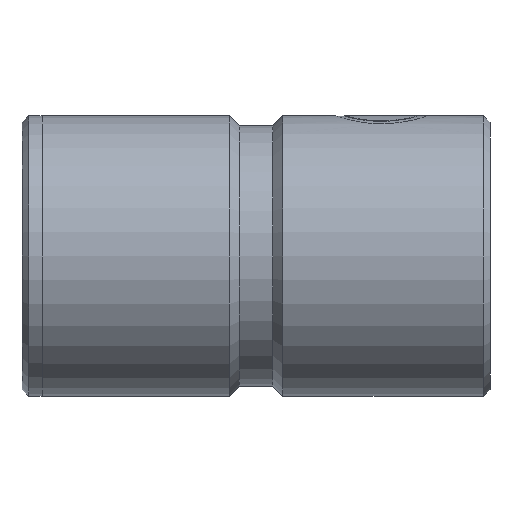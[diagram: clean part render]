
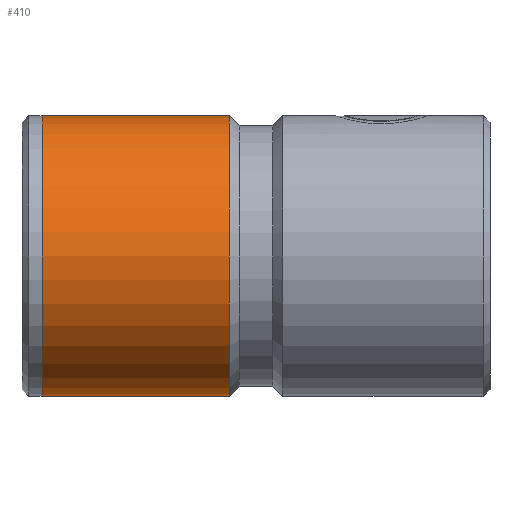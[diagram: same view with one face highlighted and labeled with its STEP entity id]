
A CAD part, left-side view. The second image highlights one B-rep face of the part: STEP entity #410.
In plain terms, the highlighted cylindrical face has radius 21 mm (diameter 42 mm), a partial arc.
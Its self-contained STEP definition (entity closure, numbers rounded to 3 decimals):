
#7 = LINE ( 'NONE', #1577, #1179 ) ;
#32 = EDGE_CURVE ( 'NONE', #558, #804, #632, .T. ) ;
#64 = DIRECTION ( 'NONE',  ( 0., 0., -1. ) ) ;
#105 = AXIS2_PLACEMENT_3D ( 'NONE', #694, #1587, #817 ) ;
#192 = CIRCLE ( 'NONE', #738, 21. ) ;
#211 = ORIENTED_EDGE ( 'NONE', *, *, #1126, .T. ) ;
#213 = EDGE_LOOP ( 'NONE', ( #397, #930, #211, #1062 ) ) ;
#369 = VECTOR ( 'NONE', #702, 1000. ) ;
#379 = CARTESIAN_POINT ( 'NONE',  ( 0., 67., 0. ) ) ;
#397 = ORIENTED_EDGE ( 'NONE', *, *, #615, .F. ) ;
#410 = ADVANCED_FACE ( 'NONE', ( #864 ), #527, .T. ) ;
#511 = DIRECTION ( 'NONE',  ( 0., 0., -1. ) ) ;
#527 = CYLINDRICAL_SURFACE ( 'NONE', #1217, 21. ) ;
#558 = VERTEX_POINT ( 'NONE', #829 ) ;
#615 = EDGE_CURVE ( 'NONE', #771, #558, #1354, .T. ) ;
#624 = CARTESIAN_POINT ( 'NONE',  ( 0., 67., -21. ) ) ;
#632 = CIRCLE ( 'NONE', #105, 21. ) ;
#694 = CARTESIAN_POINT ( 'NONE',  ( 0., 39., 0. ) ) ;
#702 = DIRECTION ( 'NONE',  ( 0., -1., 0. ) ) ;
#738 = AXIS2_PLACEMENT_3D ( 'NONE', #379, #1281, #511 ) ;
#769 = VERTEX_POINT ( 'NONE', #624 ) ;
#771 = VERTEX_POINT ( 'NONE', #1406 ) ;
#804 = VERTEX_POINT ( 'NONE', #1530 ) ;
#817 = DIRECTION ( 'NONE',  ( 0., 0., -1. ) ) ;
#829 = CARTESIAN_POINT ( 'NONE',  ( 0., 39., 21. ) ) ;
#839 = DIRECTION ( 'NONE',  ( 0., -1., 0. ) ) ;
#864 = FACE_OUTER_BOUND ( 'NONE', #213, .T. ) ;
#930 = ORIENTED_EDGE ( 'NONE', *, *, #1388, .T. ) ;
#1062 = ORIENTED_EDGE ( 'NONE', *, *, #32, .F. ) ;
#1126 = EDGE_CURVE ( 'NONE', #769, #804, #7, .T. ) ;
#1179 = VECTOR ( 'NONE', #1460, 1000. ) ;
#1217 = AXIS2_PLACEMENT_3D ( 'NONE', #1547, #839, #64 ) ;
#1281 = DIRECTION ( 'NONE',  ( 0., -1., 0. ) ) ;
#1345 = CARTESIAN_POINT ( 'NONE',  ( 0., 0., 21. ) ) ;
#1354 = LINE ( 'NONE', #1345, #369 ) ;
#1388 = EDGE_CURVE ( 'NONE', #771, #769, #192, .T. ) ;
#1406 = CARTESIAN_POINT ( 'NONE',  ( 0., 67., 21. ) ) ;
#1460 = DIRECTION ( 'NONE',  ( 0., -1., 0. ) ) ;
#1530 = CARTESIAN_POINT ( 'NONE',  ( 0., 39., -21. ) ) ;
#1547 = CARTESIAN_POINT ( 'NONE',  ( 0., 0., 0. ) ) ;
#1577 = CARTESIAN_POINT ( 'NONE',  ( 0., 0., -21. ) ) ;
#1587 = DIRECTION ( 'NONE',  ( 0., -1., 0. ) ) ;
